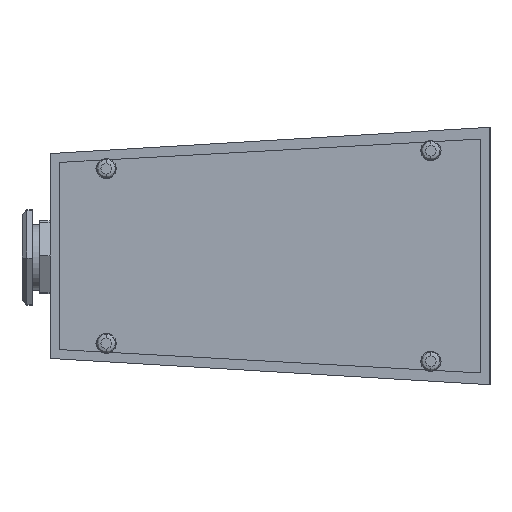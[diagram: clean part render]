
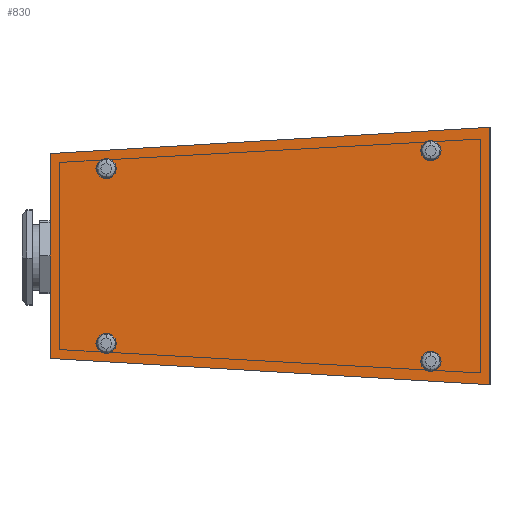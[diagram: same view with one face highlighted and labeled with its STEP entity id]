
A CAD part, left-side view. The second image highlights one B-rep face of the part: STEP entity #830.
In plain terms, the highlighted planar face has unit normal (-1, 0, 0).
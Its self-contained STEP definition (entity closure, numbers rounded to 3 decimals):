
#42 = ORIENTED_EDGE ( 'NONE', *, *, #3408, .F. ) ;
#73 = EDGE_LOOP ( 'NONE', ( #1239, #1881, #42, #3888 ) ) ;
#110 = VERTEX_POINT ( 'NONE', #1012 ) ;
#150 = DIRECTION ( 'NONE',  ( 0., 0., 1. ) ) ;
#156 = ORIENTED_EDGE ( 'NONE', *, *, #2702, .F. ) ;
#160 = CARTESIAN_POINT ( 'NONE',  ( -2998., 3.457, -57.944 ) ) ;
#168 = DIRECTION ( 'NONE',  ( -1., 0., 0. ) ) ;
#198 = CARTESIAN_POINT ( 'NONE',  ( -2998., -24.915, -10.391 ) ) ;
#229 = CARTESIAN_POINT ( 'NONE',  ( -2998., 44.446, -53.78 ) ) ;
#261 = VECTOR ( 'NONE', #2775, 1000. ) ;
#267 = FACE_BOUND ( 'NONE', #3405, .T. ) ;
#283 = EDGE_CURVE ( 'NONE', #1350, #429, #1684, .T. ) ;
#394 = ORIENTED_EDGE ( 'NONE', *, *, #3705, .F. ) ;
#429 = VERTEX_POINT ( 'NONE', #2954 ) ;
#486 = CARTESIAN_POINT ( 'NONE',  ( -2998., -24.915, -55.391 ) ) ;
#538 = DIRECTION ( 'NONE',  ( 0., 0., 1. ) ) ;
#562 = ORIENTED_EDGE ( 'NONE', *, *, #721, .F. ) ;
#619 = CIRCLE ( 'NONE', #996, 2.2 ) ;
#669 = CARTESIAN_POINT ( 'NONE',  ( -2998., 44.446, -16.402 ) ) ;
#676 = CARTESIAN_POINT ( 'NONE',  ( -2998., -0.454, -7.605 ) ) ;
#721 = EDGE_CURVE ( 'NONE', #3033, #3904, #2148, .T. ) ;
#747 = EDGE_CURVE ( 'NONE', #759, #110, #2274, .T. ) ;
#759 = VERTEX_POINT ( 'NONE', #3165 ) ;
#777 = EDGE_CURVE ( 'NONE', #3904, #3033, #2055, .T. ) ;
#803 = CARTESIAN_POINT ( 'NONE',  ( -2998., 44.446, -14.202 ) ) ;
#806 = VERTEX_POINT ( 'NONE', #3473 ) ;
#818 = DIRECTION ( 'NONE',  ( 0., 0., 1. ) ) ;
#821 = EDGE_LOOP ( 'NONE', ( #562, #2111 ) ) ;
#826 = DIRECTION ( 'NONE',  ( 0., 0.998, 0.06 ) ) ;
#830 = ADVANCED_FACE ( 'NONE', ( #1135, #267, #1591, #4122, #3249 ), #4183, .T. ) ;
#853 = DIRECTION ( 'NONE',  ( -1., 0., 0. ) ) ;
#855 = ORIENTED_EDGE ( 'NONE', *, *, #2194, .F. ) ;
#946 = CARTESIAN_POINT ( 'NONE',  ( -2998., -24.915, -10.391 ) ) ;
#996 = AXIS2_PLACEMENT_3D ( 'NONE', #4153, #2169, #150 ) ;
#1012 = CARTESIAN_POINT ( 'NONE',  ( -2998., -24.915, -53.191 ) ) ;
#1121 = EDGE_LOOP ( 'NONE', ( #4214, #4050 ) ) ;
#1133 = CARTESIAN_POINT ( 'NONE',  ( -2998., 44.446, -51.58 ) ) ;
#1135 = FACE_BOUND ( 'NONE', #1121, .T. ) ;
#1142 = DIRECTION ( 'NONE',  ( 0., 0., 1. ) ) ;
#1147 = CIRCLE ( 'NONE', #3868, 2.2 ) ;
#1178 = EDGE_LOOP ( 'NONE', ( #1448, #394 ) ) ;
#1239 = ORIENTED_EDGE ( 'NONE', *, *, #1490, .T. ) ;
#1275 = DIRECTION ( 'NONE',  ( 0., 0., 1. ) ) ;
#1350 = VERTEX_POINT ( 'NONE', #3395 ) ;
#1351 = CARTESIAN_POINT ( 'NONE',  ( -2998., 44.446, -12.002 ) ) ;
#1408 = AXIS2_PLACEMENT_3D ( 'NONE', #803, #3152, #1142 ) ;
#1448 = ORIENTED_EDGE ( 'NONE', *, *, #3991, .F. ) ;
#1467 = CIRCLE ( 'NONE', #1791, 2.2 ) ;
#1489 = DIRECTION ( 'NONE',  ( 0., 0., 1. ) ) ;
#1490 = EDGE_CURVE ( 'NONE', #3546, #1350, #3801, .T. ) ;
#1586 = DIRECTION ( 'NONE',  ( 0., 0.998, -0.06 ) ) ;
#1591 = FACE_OUTER_BOUND ( 'NONE', #73, .T. ) ;
#1684 = LINE ( 'NONE', #676, #4222 ) ;
#1706 = VERTEX_POINT ( 'NONE', #1930 ) ;
#1755 = CARTESIAN_POINT ( 'NONE',  ( -2998., -37.562, 0. ) ) ;
#1791 = AXIS2_PLACEMENT_3D ( 'NONE', #198, #2549, #538 ) ;
#1835 = VERTEX_POINT ( 'NONE', #3831 ) ;
#1869 = CARTESIAN_POINT ( 'NONE',  ( -2998., 0., 0. ) ) ;
#1881 = ORIENTED_EDGE ( 'NONE', *, *, #283, .T. ) ;
#1930 = CARTESIAN_POINT ( 'NONE',  ( -2998., -24.915, -12.591 ) ) ;
#1932 = DIRECTION ( 'NONE',  ( -1., 0., 0. ) ) ;
#2055 = CIRCLE ( 'NONE', #2747, 2.2 ) ;
#2111 = ORIENTED_EDGE ( 'NONE', *, *, #777, .F. ) ;
#2143 = CIRCLE ( 'NONE', #2255, 2.2 ) ;
#2148 = CIRCLE ( 'NONE', #1408, 2.2 ) ;
#2169 = DIRECTION ( 'NONE',  ( -1., 0., 0. ) ) ;
#2182 = CARTESIAN_POINT ( 'NONE',  ( -2998., 44.446, -14.202 ) ) ;
#2194 = EDGE_CURVE ( 'NONE', #1835, #4120, #1147, .T. ) ;
#2228 = EDGE_CURVE ( 'NONE', #3546, #2697, #2526, .T. ) ;
#2255 = AXIS2_PLACEMENT_3D ( 'NONE', #3917, #1932, #4252 ) ;
#2274 = CIRCLE ( 'NONE', #2529, 2.2 ) ;
#2493 = CARTESIAN_POINT ( 'NONE',  ( -2998., 56.438, -54.783 ) ) ;
#2523 = DIRECTION ( 'NONE',  ( 0., 0., 1. ) ) ;
#2526 = LINE ( 'NONE', #160, #3315 ) ;
#2529 = AXIS2_PLACEMENT_3D ( 'NONE', #486, #2834, #818 ) ;
#2549 = DIRECTION ( 'NONE',  ( -1., 0., 0. ) ) ;
#2638 = VECTOR ( 'NONE', #3041, 1000. ) ;
#2697 = VERTEX_POINT ( 'NONE', #2493 ) ;
#2702 = EDGE_CURVE ( 'NONE', #4120, #1835, #619, .T. ) ;
#2747 = AXIS2_PLACEMENT_3D ( 'NONE', #2182, #168, #2523 ) ;
#2775 = DIRECTION ( 'NONE',  ( 0., 0., 1. ) ) ;
#2834 = DIRECTION ( 'NONE',  ( -1., 0., 0. ) ) ;
#2846 = AXIS2_PLACEMENT_3D ( 'NONE', #946, #3292, #1275 ) ;
#2954 = CARTESIAN_POINT ( 'NONE',  ( -2998., 56.438, -10.999 ) ) ;
#3033 = VERTEX_POINT ( 'NONE', #1351 ) ;
#3041 = DIRECTION ( 'NONE',  ( 0., 0., 1. ) ) ;
#3103 = CARTESIAN_POINT ( 'NONE',  ( -2998., -37.562, -60.391 ) ) ;
#3152 = DIRECTION ( 'NONE',  ( -1., 0., 0. ) ) ;
#3165 = CARTESIAN_POINT ( 'NONE',  ( -2998., -24.915, -57.591 ) ) ;
#3201 = DIRECTION ( 'NONE',  ( 0., 0., 1. ) ) ;
#3249 = FACE_BOUND ( 'NONE', #1178, .T. ) ;
#3292 = DIRECTION ( 'NONE',  ( -1., 0., 0. ) ) ;
#3315 = VECTOR ( 'NONE', #826, 1000. ) ;
#3355 = CARTESIAN_POINT ( 'NONE',  ( -2998., 56.438, 0. ) ) ;
#3395 = CARTESIAN_POINT ( 'NONE',  ( -2998., -37.562, -5.391 ) ) ;
#3405 = EDGE_LOOP ( 'NONE', ( #855, #156 ) ) ;
#3408 = EDGE_CURVE ( 'NONE', #2697, #429, #3493, .T. ) ;
#3468 = DIRECTION ( 'NONE',  ( -1., 0., 0. ) ) ;
#3473 = CARTESIAN_POINT ( 'NONE',  ( -2998., -24.915, -8.191 ) ) ;
#3493 = LINE ( 'NONE', #3355, #2638 ) ;
#3546 = VERTEX_POINT ( 'NONE', #3103 ) ;
#3551 = CIRCLE ( 'NONE', #2846, 2.2 ) ;
#3705 = EDGE_CURVE ( 'NONE', #1706, #806, #3551, .T. ) ;
#3801 = LINE ( 'NONE', #1755, #261 ) ;
#3831 = CARTESIAN_POINT ( 'NONE',  ( -2998., 44.446, -49.38 ) ) ;
#3852 = AXIS2_PLACEMENT_3D ( 'NONE', #1869, #853, #3201 ) ;
#3868 = AXIS2_PLACEMENT_3D ( 'NONE', #1133, #3468, #1489 ) ;
#3888 = ORIENTED_EDGE ( 'NONE', *, *, #2228, .F. ) ;
#3904 = VERTEX_POINT ( 'NONE', #669 ) ;
#3917 = CARTESIAN_POINT ( 'NONE',  ( -2998., -24.915, -55.391 ) ) ;
#3991 = EDGE_CURVE ( 'NONE', #806, #1706, #1467, .T. ) ;
#4050 = ORIENTED_EDGE ( 'NONE', *, *, #747, .F. ) ;
#4120 = VERTEX_POINT ( 'NONE', #229 ) ;
#4122 = FACE_BOUND ( 'NONE', #821, .T. ) ;
#4140 = EDGE_CURVE ( 'NONE', #110, #759, #2143, .T. ) ;
#4153 = CARTESIAN_POINT ( 'NONE',  ( -2998., 44.446, -51.58 ) ) ;
#4183 = PLANE ( 'NONE',  #3852 ) ;
#4214 = ORIENTED_EDGE ( 'NONE', *, *, #4140, .F. ) ;
#4222 = VECTOR ( 'NONE', #1586, 1000. ) ;
#4252 = DIRECTION ( 'NONE',  ( 0., 0., 1. ) ) ;
